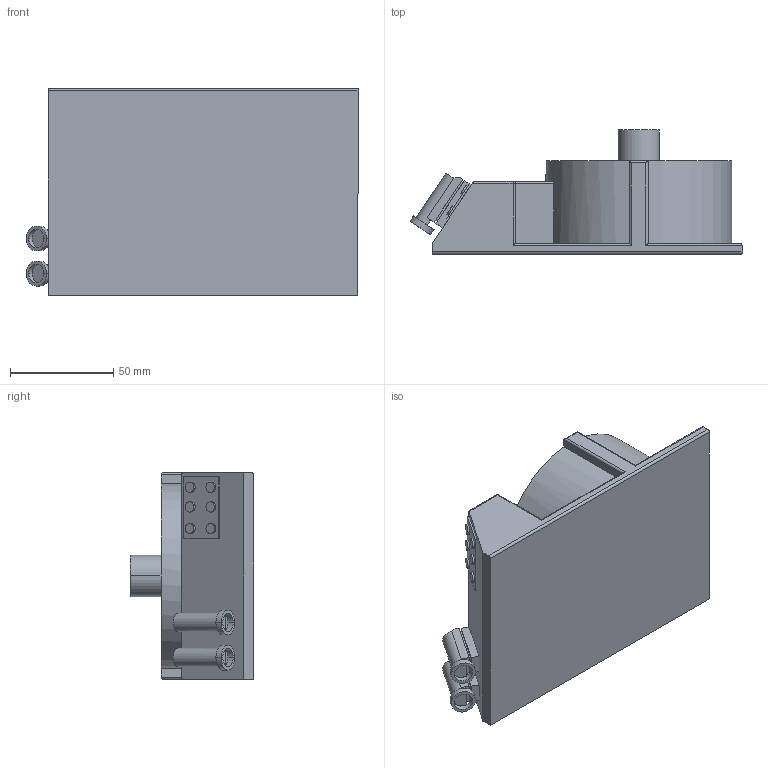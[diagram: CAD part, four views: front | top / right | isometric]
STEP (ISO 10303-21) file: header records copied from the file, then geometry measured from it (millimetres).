
FILE_DESCRIPTION (( 'STEP AP203' ), '1' );
FILE_NAME ('link0_Varsayilan_sldprt.STEP', '2020-05-21T19:00:09', ( '' ), ( '' ), 'SwSTEP 2.0', 'SolidWorks 2016', '' );
FILE_SCHEMA (( 'CONFIG_CONTROL_DESIGN' ));
Length unit declared in the file: millimetre
Products named in the file (1): link0_Varsayilan_sldprt
Bounding box: 160.74 x 60 x 100 mm (x, y, z)
Volume: 453487.2 mm3; surface area: 53246.3 mm2
Topology: 3 solids, 3 shells, 122 faces, 284 edges, 180 vertices
Faces by surface type: plane 73, cylinder 47, sphere 2
Entity records: 3517 total; most frequent: CARTESIAN_POINT 651, DIRECTION 578, ORIENTED_EDGE 564, EDGE_CURVE 282, VECTOR 196, LINE 196, AXIS2_PLACEMENT_3D 191, VERTEX_POINT 180
